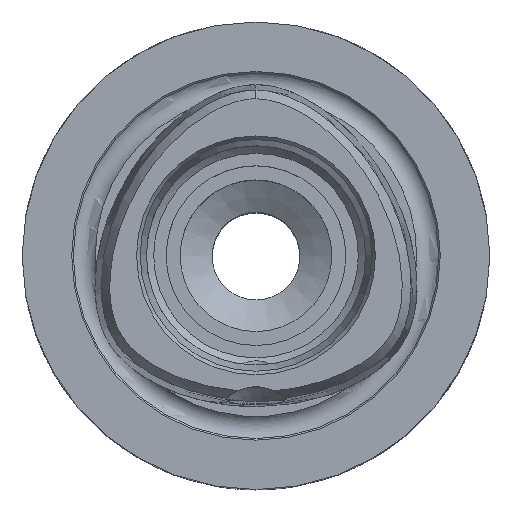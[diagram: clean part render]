
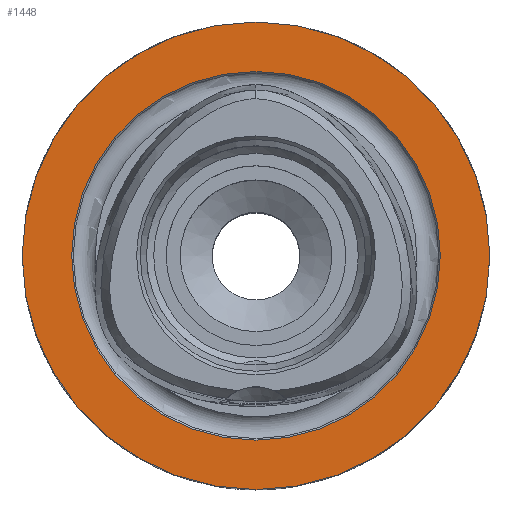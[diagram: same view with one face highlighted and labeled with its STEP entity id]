
A CAD part, top view. The second image highlights one B-rep face of the part: STEP entity #1448.
In plain terms, the highlighted planar face has unit normal (0, 0, 1).
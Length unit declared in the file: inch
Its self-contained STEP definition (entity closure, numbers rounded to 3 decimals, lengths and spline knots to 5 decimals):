
#124=FACE_BOUND('',#327,.T.);
#162=PLANE('',#1620);
#239=FACE_OUTER_BOUND('',#326,.T.);
#326=EDGE_LOOP('',(#1251));
#327=EDGE_LOOP('',(#1252));
#519=CIRCLE('',#1616,0.49662);
#520=CIRCLE('',#1621,0.62992);
#659=VERTEX_POINT('',#4635);
#660=VERTEX_POINT('',#4642);
#863=EDGE_CURVE('',#659,#659,#519,.T.);
#864=EDGE_CURVE('',#660,#660,#520,.T.);
#1251=ORIENTED_EDGE('',*,*,#864,.T.);
#1252=ORIENTED_EDGE('',*,*,#863,.T.);
#1448=ADVANCED_FACE('',(#239,#124),#162,.T.);
#1616=AXIS2_PLACEMENT_3D('',#4637,#1971,#1972);
#1620=AXIS2_PLACEMENT_3D('',#4641,#1979,#1980);
#1621=AXIS2_PLACEMENT_3D('',#4643,#1981,#1982);
#1971=DIRECTION('center_axis',(0.,0.,
-1.));
#1972=DIRECTION('ref_axis',(0.,1.,0.));
#1979=DIRECTION('center_axis',(0.,0.,
1.));
#1980=DIRECTION('ref_axis',(1.,0.,0.));
#1981=DIRECTION('center_axis',(0.,0.,
1.));
#1982=DIRECTION('ref_axis',(1.,0.,0.));
#4635=CARTESIAN_POINT('',(-0.60213,-0.29478,0.03266));
#4637=CARTESIAN_POINT('Origin',(-0.60213,0.20184,0.03266));
#4641=CARTESIAN_POINT('Origin',(-0.60213,0.20184,0.03266));
#4642=CARTESIAN_POINT('',(-1.23205,0.20184,0.03266));
#4643=CARTESIAN_POINT('Origin',(-0.60213,0.20184,0.03266));
